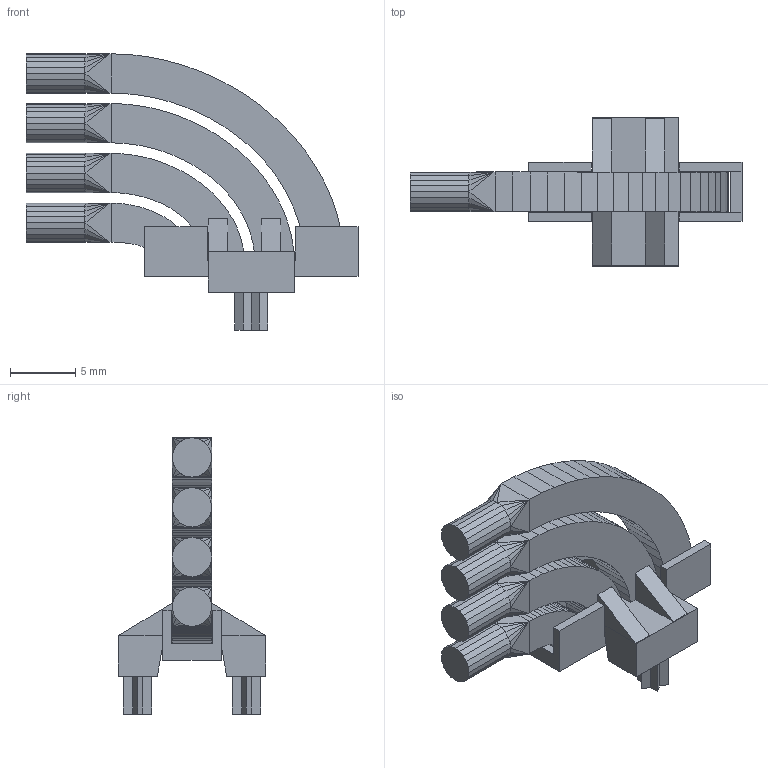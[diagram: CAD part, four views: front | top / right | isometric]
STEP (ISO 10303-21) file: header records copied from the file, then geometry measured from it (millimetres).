
FILE_DESCRIPTION(('FreeCAD Model'),'2;1');
FILE_NAME('Mentor_1276.2004.step','2019-09-11T15:12:16',('kicad StepUp'),( 'ksu MCAD'),'Open CASCADE STEP processor 7.3','FreeCAD','Unknown');
FILE_SCHEMA(('AUTOMOTIVE_DESIGN { 1 0 10303 214 1 1 1 1 }'));
Length unit declared in the file: millimetre
Products named in the file (1): Mentor_1276.2004
Bounding box: 25.35 x 11.3 x 21.1 mm (x, y, z)
Volume: 974.4 mm3; surface area: 1636.9 mm2
Topology: 4 solids, 4 shells, 510 faces, 1304 edges, 802 vertices
Faces by surface type: plane 510
Entity records: 18425 total; most frequent: CARTESIAN_POINT 2617, ORIENTED_EDGE 2608, DIRECTION 2326, EDGE_CURVE 1304, LINE 1304, VECTOR 1304, VERTEX_POINT 802, FACE_BOUND 518
